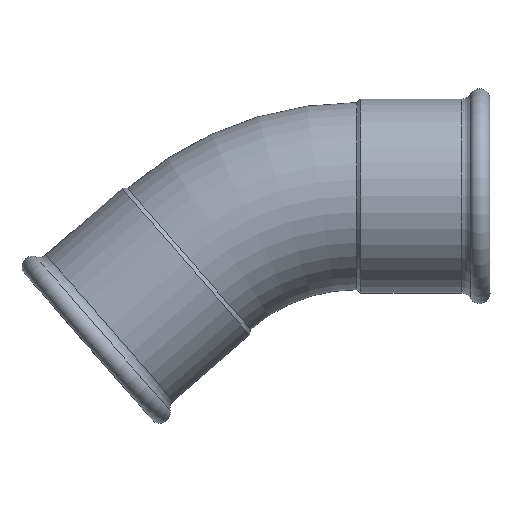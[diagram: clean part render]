
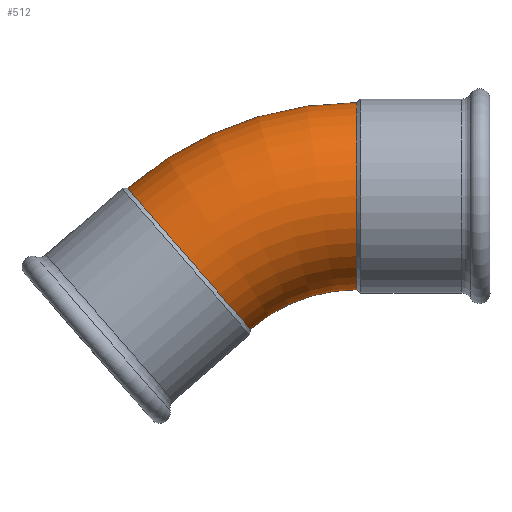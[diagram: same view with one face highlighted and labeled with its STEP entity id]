
A CAD part, top view. The second image highlights one B-rep face of the part: STEP entity #512.
In plain terms, the highlighted toroidal (fillet/blend) face has major radius 147.267 mm and minor radius 54 mm.
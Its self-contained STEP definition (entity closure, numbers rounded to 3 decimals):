
#18 = EDGE_CURVE ( 'NONE', #643, #267, #57, .T. ) ;
#56 = CARTESIAN_POINT ( 'NONE',  ( 61., 30.406, 0. ) ) ;
#57 = CIRCLE ( 'NONE', #607, 54. ) ;
#70 = DIRECTION ( 'NONE',  ( 1., 0., 0. ) ) ;
#81 = EDGE_CURVE ( 'NONE', #485, #267, #116, .T. ) ;
#84 = EDGE_CURVE ( 'NONE', #1055, #485, #855, .T. ) ;
#116 = CIRCLE ( 'NONE', #215, 93.267 ) ;
#130 = DIRECTION ( 'NONE',  ( -1., 0., 0. ) ) ;
#215 = AXIS2_PLACEMENT_3D ( 'NONE', #842, #245, #600 ) ;
#216 = CARTESIAN_POINT ( 'NONE',  ( 61., -23.594, 0. ) ) ;
#238 = AXIS2_PLACEMENT_3D ( 'NONE', #1049, #903, #130 ) ;
#245 = DIRECTION ( 'NONE',  ( 0., 0., -1. ) ) ;
#267 = VERTEX_POINT ( 'NONE', #216 ) ;
#269 = ORIENTED_EDGE ( 'NONE', *, *, #18, .F. ) ;
#292 = ORIENTED_EDGE ( 'NONE', *, *, #481, .F. ) ;
#349 = AXIS2_PLACEMENT_3D ( 'NONE', #1081, #757, #857 ) ;
#361 = FACE_OUTER_BOUND ( 'NONE', #391, .T. ) ;
#364 = CARTESIAN_POINT ( 'NONE',  ( -71.203, 34.897, 0. ) ) ;
#391 = EDGE_LOOP ( 'NONE', ( #292, #972, #638, #269 ) ) ;
#419 = DIRECTION ( 'NONE',  ( 0., 1., 0. ) ) ;
#481 = EDGE_CURVE ( 'NONE', #1055, #643, #595, .T. ) ;
#485 = VERTEX_POINT ( 'NONE', #816 ) ;
#512 = ADVANCED_FACE ( 'NONE', ( #361 ), #839, .T. ) ;
#546 = CARTESIAN_POINT ( 'NONE',  ( 61., -116.861, 0. ) ) ;
#568 = DIRECTION ( 'NONE',  ( -1., 0., 0. ) ) ;
#595 = CIRCLE ( 'NONE', #238, 201.267 ) ;
#600 = DIRECTION ( 'NONE',  ( -1., 0., 0. ) ) ;
#607 = AXIS2_PLACEMENT_3D ( 'NONE', #56, #70, #419 ) ;
#638 = ORIENTED_EDGE ( 'NONE', *, *, #81, .T. ) ;
#643 = VERTEX_POINT ( 'NONE', #1009 ) ;
#753 = AXIS2_PLACEMENT_3D ( 'NONE', #546, #988, #568 ) ;
#757 = DIRECTION ( 'NONE',  ( 0.754, 0.657, 0. ) ) ;
#816 = CARTESIAN_POINT ( 'NONE',  ( -0.263, -46.536, 0. ) ) ;
#839 = TOROIDAL_SURFACE ( 'NONE', #753, 147.267, 54. ) ;
#842 = CARTESIAN_POINT ( 'NONE',  ( 61., -116.861, 0. ) ) ;
#855 = CIRCLE ( 'NONE', #349, 54. ) ;
#857 = DIRECTION ( 'NONE',  ( -0.657, 0.754, 0. ) ) ;
#903 = DIRECTION ( 'NONE',  ( 0., 0., -1. ) ) ;
#972 = ORIENTED_EDGE ( 'NONE', *, *, #84, .T. ) ;
#988 = DIRECTION ( 'NONE',  ( 0., 0., -1. ) ) ;
#1009 = CARTESIAN_POINT ( 'NONE',  ( 61., 84.406, 0. ) ) ;
#1049 = CARTESIAN_POINT ( 'NONE',  ( 61., -116.861, 0. ) ) ;
#1055 = VERTEX_POINT ( 'NONE', #364 ) ;
#1081 = CARTESIAN_POINT ( 'NONE',  ( -35.733, -5.82, 0. ) ) ;
